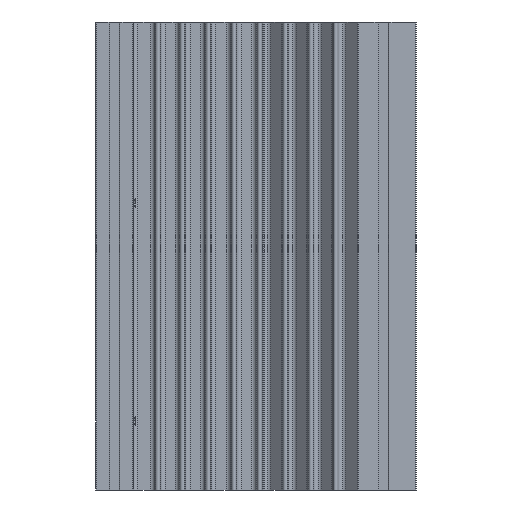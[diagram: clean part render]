
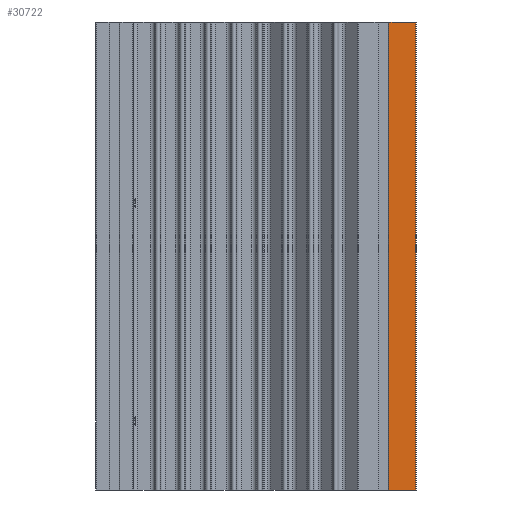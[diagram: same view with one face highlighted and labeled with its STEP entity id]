
A CAD part, left-side view. The second image highlights one B-rep face of the part: STEP entity #30722.
In plain terms, the highlighted planar face has unit normal (-1, 0, 0).
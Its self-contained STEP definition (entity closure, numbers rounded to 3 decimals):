
#129 = CARTESIAN_POINT ( 'NONE',  ( -62.5, -136.8, -100. ) ) ;
#2602 = VERTEX_POINT ( 'NONE', #29620 ) ;
#5890 = EDGE_CURVE ( 'NONE', #54298, #18148, #19693, .T. ) ;
#6903 = DIRECTION ( 'NONE',  ( 0., -1., 0. ) ) ;
#7360 = PLANE ( 'NONE',  #61936 ) ;
#7847 = DIRECTION ( 'NONE',  ( -1., 0., 0. ) ) ;
#8743 = VECTOR ( 'NONE', #34201, 1000. ) ;
#10751 = CARTESIAN_POINT ( 'NONE',  ( -62.5, -125.3, -100. ) ) ;
#14987 = CARTESIAN_POINT ( 'NONE',  ( -62.5, -125.3, -100. ) ) ;
#18148 = VERTEX_POINT ( 'NONE', #71609 ) ;
#19281 = CARTESIAN_POINT ( 'NONE',  ( -62.5, 0., -100. ) ) ;
#19693 = LINE ( 'NONE', #14987, #47338 ) ;
#19894 = DIRECTION ( 'NONE',  ( 0., -1., 0. ) ) ;
#22745 = EDGE_LOOP ( 'NONE', ( #29375, #47021, #62008, #33870 ) ) ;
#22992 = CARTESIAN_POINT ( 'NONE',  ( -62.5, -136.8, -100. ) ) ;
#27507 = FACE_OUTER_BOUND ( 'NONE', #22745, .T. ) ;
#29375 = ORIENTED_EDGE ( 'NONE', *, *, #31069, .T. ) ;
#29620 = CARTESIAN_POINT ( 'NONE',  ( -62.5, -136.8, 100. ) ) ;
#30722 = ADVANCED_FACE ( 'NONE', ( #27507 ), #7360, .T. ) ;
#31069 = EDGE_CURVE ( 'NONE', #41652, #2602, #70284, .T. ) ;
#33870 = ORIENTED_EDGE ( 'NONE', *, *, #57436, .T. ) ;
#34201 = DIRECTION ( 'NONE',  ( 0., 0., 1. ) ) ;
#35615 = LINE ( 'NONE', #60520, #39951 ) ;
#37769 = LINE ( 'NONE', #41026, #56547 ) ;
#39951 = VECTOR ( 'NONE', #19894, 1000. ) ;
#41026 = CARTESIAN_POINT ( 'NONE',  ( -62.5, 0., 100. ) ) ;
#41652 = VERTEX_POINT ( 'NONE', #129 ) ;
#47021 = ORIENTED_EDGE ( 'NONE', *, *, #51006, .F. ) ;
#47262 = DIRECTION ( 'NONE',  ( 0., 0., 1. ) ) ;
#47338 = VECTOR ( 'NONE', #71759, 1000. ) ;
#51006 = EDGE_CURVE ( 'NONE', #18148, #2602, #37769, .T. ) ;
#54298 = VERTEX_POINT ( 'NONE', #10751 ) ;
#56547 = VECTOR ( 'NONE', #6903, 1000. ) ;
#57436 = EDGE_CURVE ( 'NONE', #54298, #41652, #35615, .T. ) ;
#60520 = CARTESIAN_POINT ( 'NONE',  ( -62.5, 0., -100. ) ) ;
#61936 = AXIS2_PLACEMENT_3D ( 'NONE', #19281, #7847, #47262 ) ;
#62008 = ORIENTED_EDGE ( 'NONE', *, *, #5890, .F. ) ;
#70284 = LINE ( 'NONE', #22992, #8743 ) ;
#71609 = CARTESIAN_POINT ( 'NONE',  ( -62.5, -125.3, 100. ) ) ;
#71759 = DIRECTION ( 'NONE',  ( 0., 0., 1. ) ) ;
